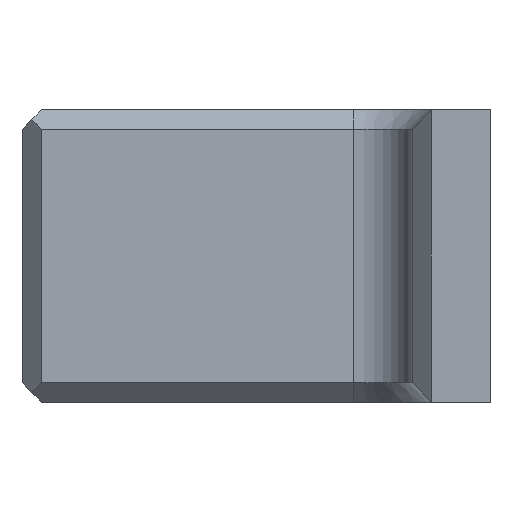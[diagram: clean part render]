
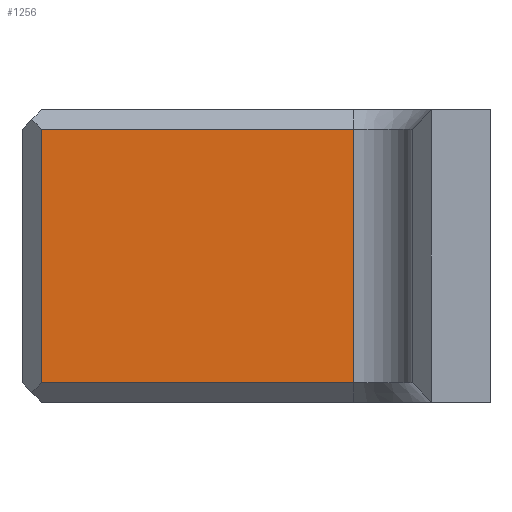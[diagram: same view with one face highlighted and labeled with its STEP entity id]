
A CAD part, front view. The second image highlights one B-rep face of the part: STEP entity #1256.
In plain terms, the highlighted planar face has unit normal (0, -1, 0).
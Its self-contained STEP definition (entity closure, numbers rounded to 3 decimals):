
#558 = VERTEX_POINT('',#559);
#559 = CARTESIAN_POINT('',(-7.,-11.,1.));
#565 = EDGE_CURVE('',#566,#558,#568,.T.);
#566 = VERTEX_POINT('',#567);
#567 = CARTESIAN_POINT('',(-23.,-11.,1.));
#568 = LINE('',#569,#570);
#569 = CARTESIAN_POINT('',(-23.,-11.,1.));
#570 = VECTOR('',#571,1.);
#571 = DIRECTION('',(1.,0.,0.));
#1212 = EDGE_CURVE('',#566,#1213,#1215,.T.);
#1213 = VERTEX_POINT('',#1214);
#1214 = CARTESIAN_POINT('',(-23.,-11.,14.));
#1215 = LINE('',#1216,#1217);
#1216 = CARTESIAN_POINT('',(-23.,-11.,0.));
#1217 = VECTOR('',#1218,1.);
#1218 = DIRECTION('',(0.,0.,1.));
#1256 = ADVANCED_FACE('',(#1257),#1275,.F.);
#1257 = FACE_BOUND('',#1258,.F.);
#1258 = EDGE_LOOP('',(#1259,#1267,#1268,#1269));
#1259 = ORIENTED_EDGE('',*,*,#1260,.F.);
#1260 = EDGE_CURVE('',#558,#1261,#1263,.T.);
#1261 = VERTEX_POINT('',#1262);
#1262 = CARTESIAN_POINT('',(-7.,-11.,14.));
#1263 = LINE('',#1264,#1265);
#1264 = CARTESIAN_POINT('',(-7.,-11.,0.));
#1265 = VECTOR('',#1266,1.);
#1266 = DIRECTION('',(0.,0.,1.));
#1267 = ORIENTED_EDGE('',*,*,#565,.F.);
#1268 = ORIENTED_EDGE('',*,*,#1212,.T.);
#1269 = ORIENTED_EDGE('',*,*,#1270,.T.);
#1270 = EDGE_CURVE('',#1213,#1261,#1271,.T.);
#1271 = LINE('',#1272,#1273);
#1272 = CARTESIAN_POINT('',(-23.,-11.,14.));
#1273 = VECTOR('',#1274,1.);
#1274 = DIRECTION('',(1.,0.,0.));
#1275 = PLANE('',#1276);
#1276 = AXIS2_PLACEMENT_3D('',#1277,#1278,#1279);
#1277 = CARTESIAN_POINT('',(-24.,-11.,0.));
#1278 = DIRECTION('',(0.,1.,0.));
#1279 = DIRECTION('',(1.,0.,0.));
